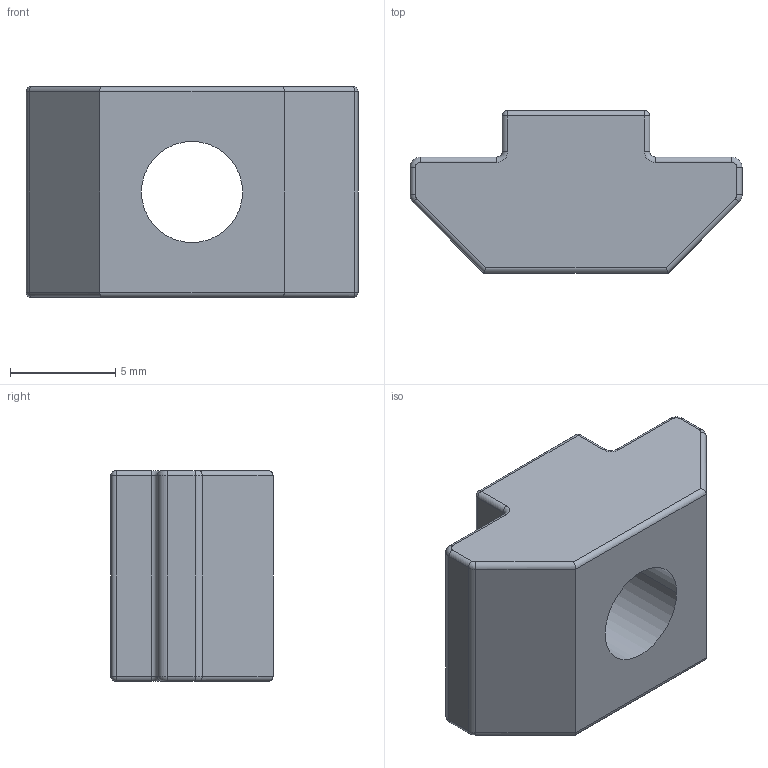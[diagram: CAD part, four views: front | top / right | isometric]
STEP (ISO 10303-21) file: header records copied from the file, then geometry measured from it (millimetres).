
FILE_DESCRIPTION (( 'STEP AP214' ), '1' );
FILE_NAME ('Tee Nut 8mm slot M5.STEP', '2019-02-22T18:12:14', ( '' ), ( '' ), 'SwSTEP 2.0', 'SolidWorks 2018', '' );
FILE_SCHEMA (( 'AUTOMOTIVE_DESIGN' ));
Length unit declared in the file: millimetre
Products named in the file (1): Tee Nut 8mm slot M5
Bounding box: 15.75 x 7.7 x 10 mm (x, y, z)
Volume: 755.9 mm3; surface area: 667.6 mm2
Topology: 1 solids, 1 shells, 60 faces, 136 edges, 74 vertices
Faces by surface type: cylinder 30, torus 14, plane 12, sphere 4
Entity records: 1666 total; most frequent: DIRECTION 318, CARTESIAN_POINT 279, ORIENTED_EDGE 264, EDGE_CURVE 132, AXIS2_PLACEMENT_3D 129, VERTEX_POINT 74, CIRCLE 68, EDGE_LOOP 62
